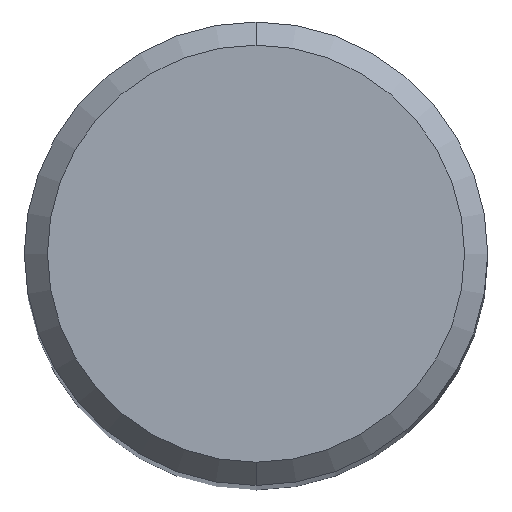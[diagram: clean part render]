
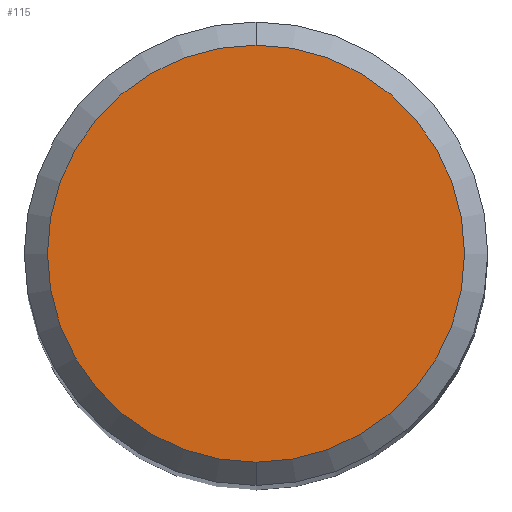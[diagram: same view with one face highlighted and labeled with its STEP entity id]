
A CAD part, top view. The second image highlights one B-rep face of the part: STEP entity #115.
In plain terms, the highlighted planar face has unit normal (0, 0, 1).
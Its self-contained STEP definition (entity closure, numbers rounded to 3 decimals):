
#93=VERTEX_POINT('',#225);
#115=ADVANCED_FACE('',(#248),#249,.T.);
#125=EDGE_CURVE('',#141,#93,#261,.T.);
#141=VERTEX_POINT('',#283);
#181=EDGE_CURVE('',#93,#141,#326,.T.);
#225=CARTESIAN_POINT('',(0.,-4.5,0.0));
#248=FACE_OUTER_BOUND('',#398,.T.);
#249=PLANE('',#399);
#261=CIRCLE('',#414,4.5);
#283=CARTESIAN_POINT('',(0.0,4.5,0.0));
#326=CIRCLE('',#493,4.5);
#398=EDGE_LOOP('',(#559,#560));
#399=AXIS2_PLACEMENT_3D('',#561,#562,#563);
#414=AXIS2_PLACEMENT_3D('',#578,#579,#580);
#493=AXIS2_PLACEMENT_3D('',#661,#662,#663);
#559=ORIENTED_EDGE('',*,*,#125,.F.);
#560=ORIENTED_EDGE('',*,*,#181,.F.);
#561=CARTESIAN_POINT('',(0.0,2.25,0.0));
#562=DIRECTION('',(-0.0,0.0,1.0));
#563=DIRECTION('',(0.0,-1.0,0.0));
#578=CARTESIAN_POINT('',(0.0,0.0,0.0));
#579=DIRECTION('',(0.0,0.0,-1.0));
#580=DIRECTION('',(0.0,1.0,0.0));
#661=CARTESIAN_POINT('',(0.0,0.0,0.0));
#662=DIRECTION('',(0.0,0.0,-1.0));
#663=DIRECTION('',(0.0,1.0,0.0));
